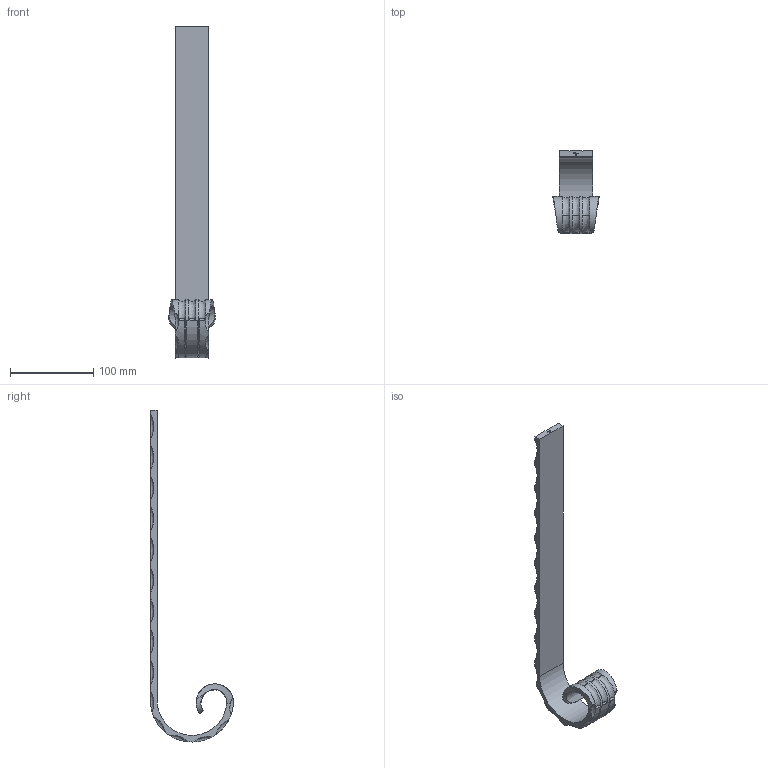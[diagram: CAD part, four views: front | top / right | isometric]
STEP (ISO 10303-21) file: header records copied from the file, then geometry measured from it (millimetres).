
FILE_DESCRIPTION (( 'STEP AP203' ), '1' );
FILE_NAME ('2061.STEP', '2016-01-28T13:05:07', ( '' ), ( '' ), 'SwSTEP 2.0', 'SolidWorks 2015', '' );
FILE_SCHEMA (( 'CONFIG_CONTROL_DESIGN' ));
Length unit declared in the file: millimetre
Products named in the file (1): 2061
Bounding box: 56.15 x 99.87 x 399.99 mm (x, y, z)
Volume: 170317.6 mm3; surface area: 55831.9 mm2
Topology: 1 solids, 1 shells, 231 faces, 662 edges, 412 vertices
Faces by surface type: bspline 120, plane 103, cylinder 4, cone 4
Entity records: 13353 total; most frequent: CARTESIAN_POINT 8250, ORIENTED_EDGE 1248, DIRECTION 684, EDGE_CURVE 624, VERTEX_POINT 412, LINE 342, VECTOR 342, EDGE_LOOP 248
